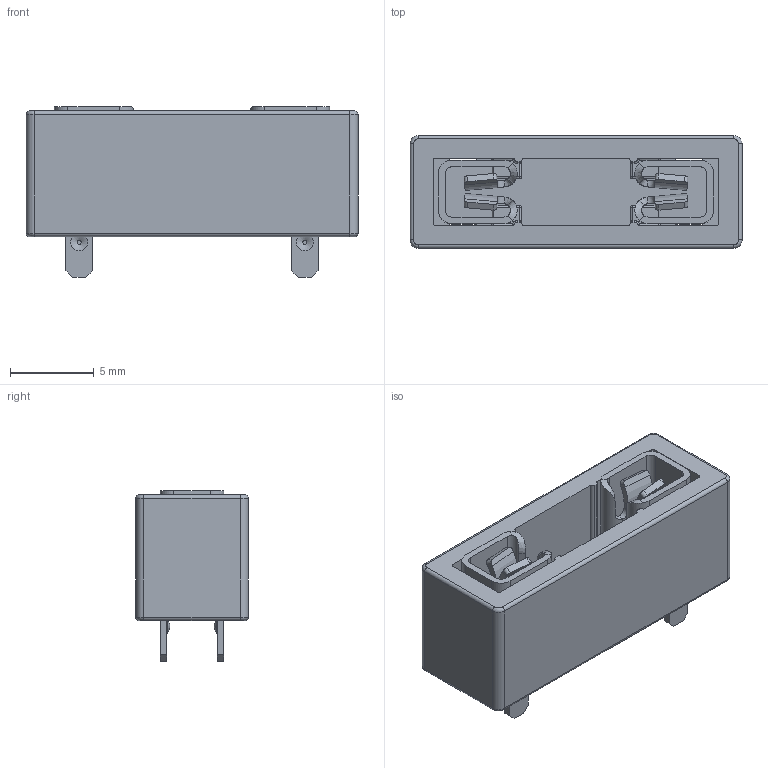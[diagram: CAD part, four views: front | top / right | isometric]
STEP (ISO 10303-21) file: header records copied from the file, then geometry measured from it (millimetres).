
FILE_DESCRIPTION(/* description */ (''),/* implementation_level */ '2;1');
FILE_NAME(/* name */ 'Keystone Electronics - 3557-2.step',/* time_stamp */ '2020-05-13T19:40:08+01:00',/* author */ (''),/* organization */ (''),/* preprocessor_version */ 'ST-DEVELOPER v18.1',/* originating_system */ 'Autodesk Translation Framework v9.2.0.1227',/* authorisation */ '');
FILE_SCHEMA (('AUTOMOTIVE_DESIGN { 1 0 10303 214 3 1 1 }'));
Length unit declared in the file: millimetre
Products named in the file (1): Keystone Electronics - 3557-2
Bounding box: 19.81 x 6.73 x 10.2 mm (x, y, z)
Volume: 678.3 mm3; surface area: 1405.7 mm2
Topology: 1 solids, 1 shells, 351 faces, 960 edges, 592 vertices
Faces by surface type: plane 169, cylinder 128, bspline 26, torus 20, sphere 8
Entity records: 13375 total; most frequent: CARTESIAN_POINT 4302, ORIENTED_EDGE 1912, DIRECTION 1824, EDGE_CURVE 956, AXIS2_PLACEMENT_3D 618, VERTEX_POINT 592, LINE 588, VECTOR 588
